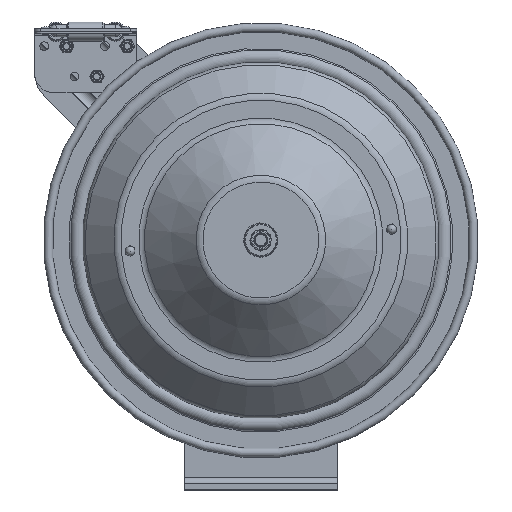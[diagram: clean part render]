
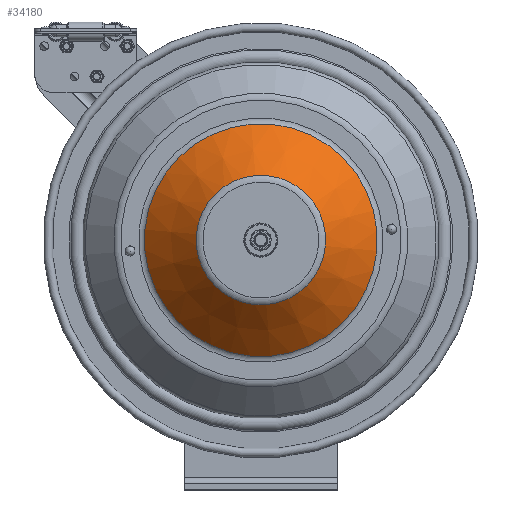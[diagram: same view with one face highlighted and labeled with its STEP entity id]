
A CAD part, top view. The second image highlights one B-rep face of the part: STEP entity #34180.
In plain terms, the highlighted conical face has half-angle 45 degrees and reference radius 89.911 mm.
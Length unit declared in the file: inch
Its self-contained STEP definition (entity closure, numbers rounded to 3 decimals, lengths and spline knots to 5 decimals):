
#3695=LINE('',#53451,#6541);
#6541=VECTOR('',#43516,3.53979);
#7999=CONICAL_SURFACE('',#37178,3.53979,0.785);
#8851=FACE_OUTER_BOUND('',#10480,.T.);
#10480=EDGE_LOOP('',(#27219,#27220,#27221,#27222,#27223,#27224,#27225,#27226));
#12470=CIRCLE('',#37175,2.53087);
#12471=CIRCLE('',#37176,2.53087);
#12472=CIRCLE('',#37177,2.53087);
#12473=CIRCLE('',#37179,4.54871);
#12474=CIRCLE('',#37180,4.54871);
#12475=CIRCLE('',#37181,4.54871);
#14959=VERTEX_POINT('',#53442);
#14960=VERTEX_POINT('',#53444);
#14961=VERTEX_POINT('',#53446);
#14962=VERTEX_POINT('',#53450);
#14963=VERTEX_POINT('',#53452);
#14964=VERTEX_POINT('',#53454);
#19850=EDGE_CURVE('',#14959,#14960,#12470,.T.);
#19851=EDGE_CURVE('',#14960,#14961,#12471,.T.);
#19852=EDGE_CURVE('',#14961,#14959,#12472,.T.);
#19853=EDGE_CURVE('',#14961,#14962,#3695,.T.);
#19854=EDGE_CURVE('',#14962,#14963,#12473,.T.);
#19855=EDGE_CURVE('',#14963,#14964,#12474,.T.);
#19856=EDGE_CURVE('',#14964,#14962,#12475,.T.);
#27219=ORIENTED_EDGE('',*,*,#19851,.F.);
#27220=ORIENTED_EDGE('',*,*,#19850,.F.);
#27221=ORIENTED_EDGE('',*,*,#19852,.F.);
#27222=ORIENTED_EDGE('',*,*,#19853,.T.);
#27223=ORIENTED_EDGE('',*,*,#19854,.T.);
#27224=ORIENTED_EDGE('',*,*,#19855,.T.);
#27225=ORIENTED_EDGE('',*,*,#19856,.T.);
#27226=ORIENTED_EDGE('',*,*,#19853,.F.);
#34180=ADVANCED_FACE('',(#8851),#7999,.T.);
#37175=AXIS2_PLACEMENT_3D('',#53445,#43508,#43509);
#37176=AXIS2_PLACEMENT_3D('',#53447,#43510,#43511);
#37177=AXIS2_PLACEMENT_3D('',#53448,#43512,#43513);
#37178=AXIS2_PLACEMENT_3D('',#53449,#43514,#43515);
#37179=AXIS2_PLACEMENT_3D('',#53453,#43517,#43518);
#37180=AXIS2_PLACEMENT_3D('',#53455,#43519,#43520);
#37181=AXIS2_PLACEMENT_3D('',#53456,#43521,#43522);
#43508=DIRECTION('center_axis',(0.,0.,
1.));
#43509=DIRECTION('ref_axis',(0.083,-0.997,0.));
#43510=DIRECTION('center_axis',(0.,0.,
1.));
#43511=DIRECTION('ref_axis',(0.083,-0.997,0.));
#43512=DIRECTION('center_axis',(0.,0.,
1.));
#43513=DIRECTION('ref_axis',(0.083,-0.997,0.));
#43514=DIRECTION('center_axis',(0.,0.,
-1.));
#43515=DIRECTION('ref_axis',(0.083,-0.997,0.));
#43516=DIRECTION('',(-0.059,0.705,-0.707));
#43517=DIRECTION('center_axis',(0.,0.,
1.));
#43518=DIRECTION('ref_axis',(0.083,-0.997,0.));
#43519=DIRECTION('center_axis',(0.,0.,
1.));
#43520=DIRECTION('ref_axis',(0.083,-0.997,0.));
#43521=DIRECTION('center_axis',(0.,0.,
1.));
#43522=DIRECTION('ref_axis',(0.083,-0.997,0.));
#53442=CARTESIAN_POINT('',(-2.55269,0.24606,8.47264));
#53444=CARTESIAN_POINT('',(0.17947,-2.06606,8.47264));
#53445=CARTESIAN_POINT('Origin',(-0.03055,0.45608,8.47264));
#53446=CARTESIAN_POINT('',(-0.24057,2.97822,8.47264));
#53447=CARTESIAN_POINT('Origin',(-0.03055,0.45608,8.47264));
#53448=CARTESIAN_POINT('Origin',(-0.03055,0.45608,8.47264));
#53449=CARTESIAN_POINT('Origin',(-0.03055,0.45608,
7.46371));
#53450=CARTESIAN_POINT('',(-0.40802,4.9891,6.45479));
#53451=CARTESIAN_POINT('',(-0.3243,3.98366,7.46371));
#53452=CARTESIAN_POINT('',(-4.56357,0.07861,6.45479));
#53453=CARTESIAN_POINT('Origin',(-0.03055,0.45608,
6.45479));
#53454=CARTESIAN_POINT('',(0.34692,-4.07694,6.45479));
#53455=CARTESIAN_POINT('Origin',(-0.03055,0.45608,
6.45479));
#53456=CARTESIAN_POINT('Origin',(-0.03055,0.45608,
6.45479));
